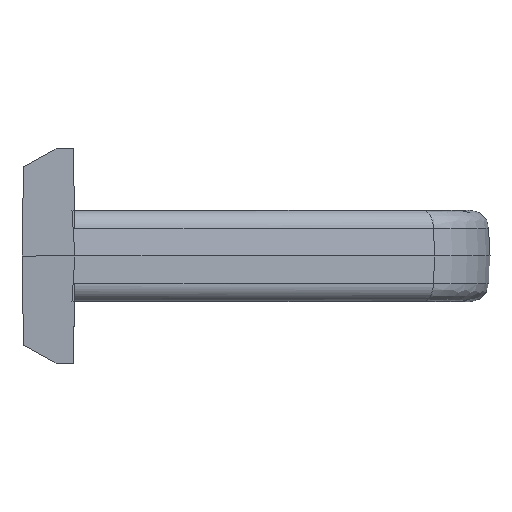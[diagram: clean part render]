
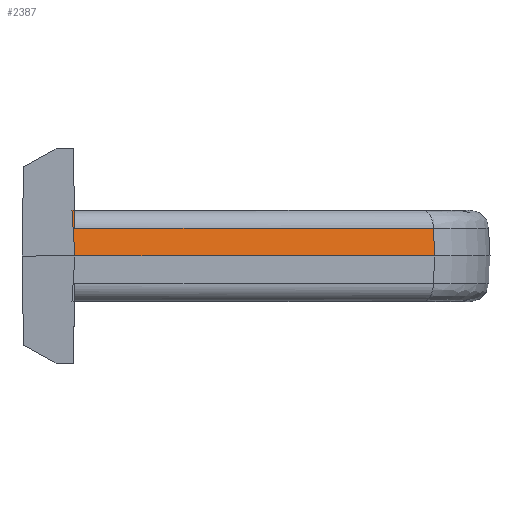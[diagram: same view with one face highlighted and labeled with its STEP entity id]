
A CAD part, left-side view. The second image highlights one B-rep face of the part: STEP entity #2387.
In plain terms, the highlighted planar face has unit normal (-0.802, -0.595, 0.052).
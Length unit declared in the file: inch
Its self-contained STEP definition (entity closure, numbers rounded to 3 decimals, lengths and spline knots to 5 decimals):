
#184 = EDGE_CURVE ( 'NONE', #4444, #5307, #3520, .T. ) ;
#273 = DIRECTION ( 'NONE',  ( 0.595, -0.803, 0. ) ) ;
#305 = ORIENTED_EDGE ( 'NONE', *, *, #3389, .T. ) ;
#342 = LINE ( 'NONE', #2851, #4477 ) ;
#377 = DIRECTION ( 'NONE',  ( 0.042, 0.031, 0.999 ) ) ;
#479 = DIRECTION ( 'NONE',  ( 0.595, -0.803, 0. ) ) ;
#577 = ORIENTED_EDGE ( 'NONE', *, *, #1779, .F. ) ;
#726 = CARTESIAN_POINT ( 'NONE',  ( -1.17287, 0.8676, 0.14272 ) ) ;
#885 = PLANE ( 'NONE',  #2439 ) ;
#1116 = CARTESIAN_POINT ( 'NONE',  ( -1.17861, 0.87534, 0.14272 ) ) ;
#1190 = DIRECTION ( 'NONE',  ( -0.595, 0.803, 0. ) ) ;
#1358 = VECTOR ( 'NONE', #1190, 39.37008 ) ;
#1450 = CARTESIAN_POINT ( 'NONE',  ( -0.34791, -0.25789, 0. ) ) ;
#1487 = EDGE_CURVE ( 'NONE', #4735, #1872, #2299, .T. ) ;
#1508 = ORIENTED_EDGE ( 'NONE', *, *, #3356, .T. ) ;
#1712 = CARTESIAN_POINT ( 'NONE',  ( -1.1811, 0.86614, 0. ) ) ;
#1779 = EDGE_CURVE ( 'NONE', #4444, #2448, #2618, .T. ) ;
#1845 = DIRECTION ( 'NONE',  ( 0.595, -0.803, 0. ) ) ;
#1872 = VERTEX_POINT ( 'NONE', #4819 ) ;
#1996 = DIRECTION ( 'NONE',  ( 0.052, 0.017, 0.998 ) ) ;
#2268 = CARTESIAN_POINT ( 'NONE',  ( -1.1811, 0.86614, 0. ) ) ;
#2299 = LINE ( 'NONE', #3931, #3061 ) ;
#2306 = CARTESIAN_POINT ( 'NONE',  ( -0.34791, -0.25789, 0. ) ) ;
#2387 = ADVANCED_FACE ( 'NONE', ( #4559 ), #885, .T. ) ;
#2439 = AXIS2_PLACEMENT_3D ( 'NONE', #2553, #4213, #479 ) ;
#2448 = VERTEX_POINT ( 'NONE', #1116 ) ;
#2473 = EDGE_LOOP ( 'NONE', ( #577, #4845, #1508, #3892, #2824, #305 ) ) ;
#2553 = CARTESIAN_POINT ( 'NONE',  ( -0.34791, -0.25789, 0. ) ) ;
#2618 = LINE ( 'NONE', #2268, #4275 ) ;
#2770 = VERTEX_POINT ( 'NONE', #4730 ) ;
#2824 = ORIENTED_EDGE ( 'NONE', *, *, #2949, .T. ) ;
#2851 = CARTESIAN_POINT ( 'NONE',  ( -0.34791, -0.25789, 0. ) ) ;
#2949 = EDGE_CURVE ( 'NONE', #4735, #2770, #3756, .T. ) ;
#3061 = VECTOR ( 'NONE', #1845, 39.37008 ) ;
#3356 = EDGE_CURVE ( 'NONE', #5307, #1872, #342, .T. ) ;
#3389 = EDGE_CURVE ( 'NONE', #2770, #2448, #4475, .T. ) ;
#3520 = LINE ( 'NONE', #1450, #4451 ) ;
#3756 = LINE ( 'NONE', #4079, #5110 ) ;
#3892 = ORIENTED_EDGE ( 'NONE', *, *, #1487, .F. ) ;
#3931 = CARTESIAN_POINT ( 'NONE',  ( -0.34426, -0.25518, 0.08675 ) ) ;
#4079 = CARTESIAN_POINT ( 'NONE',  ( -1.1758, 0.86663, 0.08675 ) ) ;
#4213 = DIRECTION ( 'NONE',  ( -0.802, -0.595, 0.052 ) ) ;
#4275 = VECTOR ( 'NONE', #5186, 39.37008 ) ;
#4444 = VERTEX_POINT ( 'NONE', #1712 ) ;
#4451 = VECTOR ( 'NONE', #273, 39.37008 ) ;
#4475 = LINE ( 'NONE', #726, #1358 ) ;
#4477 = VECTOR ( 'NONE', #377, 39.37008 ) ;
#4559 = FACE_OUTER_BOUND ( 'NONE', #2473, .T. ) ;
#4730 = CARTESIAN_POINT ( 'NONE',  ( -1.17287, 0.8676, 0.14272 ) ) ;
#4735 = VERTEX_POINT ( 'NONE', #5032 ) ;
#4819 = CARTESIAN_POINT ( 'NONE',  ( -0.34426, -0.25518, 0.08675 ) ) ;
#4845 = ORIENTED_EDGE ( 'NONE', *, *, #184, .T. ) ;
#5032 = CARTESIAN_POINT ( 'NONE',  ( -1.1758, 0.86663, 0.08675 ) ) ;
#5110 = VECTOR ( 'NONE', #1996, 39.37008 ) ;
#5186 = DIRECTION ( 'NONE',  ( 0.017, 0.064, 0.998 ) ) ;
#5307 = VERTEX_POINT ( 'NONE', #2306 ) ;
